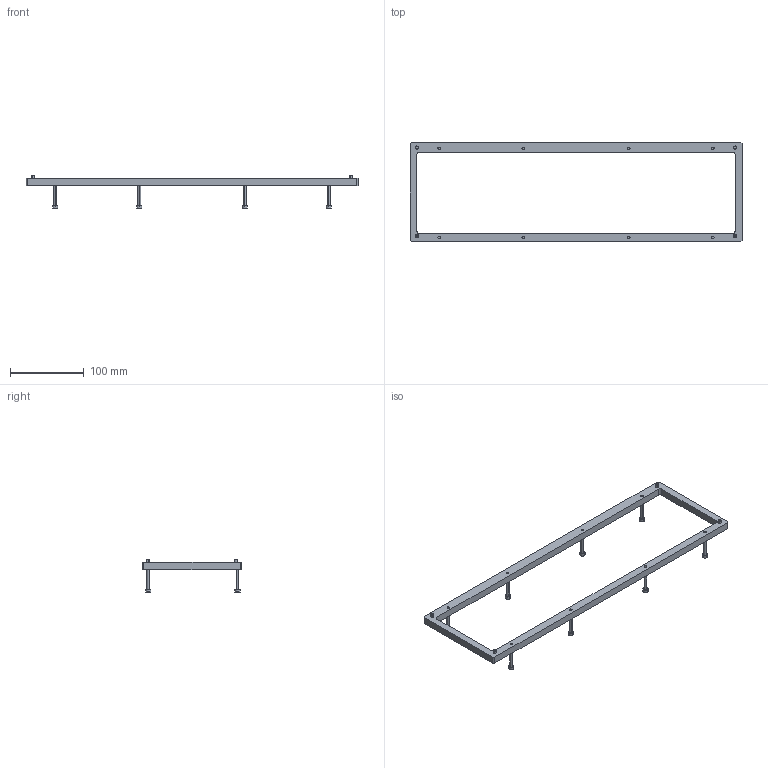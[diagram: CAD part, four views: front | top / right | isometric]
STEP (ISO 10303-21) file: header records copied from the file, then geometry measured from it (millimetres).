
FILE_DESCRIPTION (( 'STEP AP214' ), '1' );
FILE_NAME ('INGUN_114022.STEP', '2024-03-12T11:03:50', ( '' ), ( '' ), 'SwSTEP 2.0', 'SolidWorks 2021', '' );
FILE_SCHEMA (( 'AUTOMOTIVE_DESIGN' ));
Length unit declared in the file: millimetre
Products named in the file (4): DIN912~n_M04,0x035; DIN7991~n_M04,0x014 VA; INGUN_114022; 114023~1
Assembly tree (13 placements, depth 2):
  INGUN_114022
    114023~1
    DIN7991~n_M04,0x014 VA  x4
    DIN912~n_M04,0x035  x8
Bounding box: 451 x 135.5 x 44.89 mm (x, y, z)
Volume: 135540.5 mm3; surface area: 56071.5 mm2
Topology: 13 solids, 13 shells, 394 faces, 986 edges, 636 vertices
Faces by surface type: cylinder 280, plane 58, cone 56
Entity records: 3854 total; most frequent: DIRECTION 680, CARTESIAN_POINT 619, ORIENTED_EDGE 564, EDGE_CURVE 282, AXIS2_PLACEMENT_3D 279, VERTEX_POINT 182, CIRCLE 156, EDGE_LOOP 134
